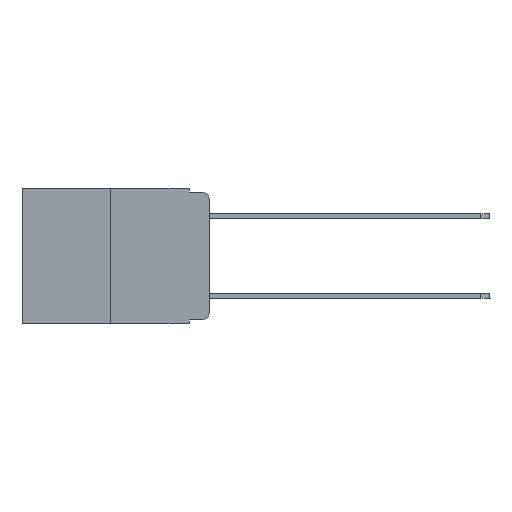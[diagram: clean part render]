
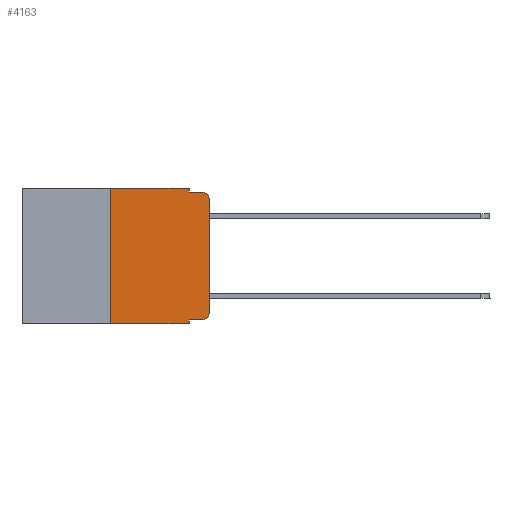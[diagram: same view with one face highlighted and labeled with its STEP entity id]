
A CAD part, left-side view. The second image highlights one B-rep face of the part: STEP entity #4163.
In plain terms, the highlighted planar face has unit normal (-1, 0, 0).
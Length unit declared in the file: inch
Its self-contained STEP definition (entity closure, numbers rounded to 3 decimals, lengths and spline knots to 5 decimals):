
#3 = ORIENTED_EDGE ( 'NONE', *, *, #15203, .T. ) ;
#212 = CARTESIAN_POINT ( 'NONE',  ( 0., 0.25, 0. ) ) ;
#429 = VECTOR ( 'NONE', #7211, 39.37008 ) ;
#639 = CARTESIAN_POINT ( 'NONE',  ( 0., 0.25, 0. ) ) ;
#856 = CARTESIAN_POINT ( 'NONE',  ( 0., 0.02, -0.333 ) ) ;
#1029 = CARTESIAN_POINT ( 'NONE',  ( 0., 0.051, 0. ) ) ;
#1222 = VECTOR ( 'NONE', #18617, 39.37008 ) ;
#1481 = ORIENTED_EDGE ( 'NONE', *, *, #1965, .T. ) ;
#1965 = EDGE_CURVE ( 'NONE', #15515, #13166, #12581, .T. ) ;
#2431 = CARTESIAN_POINT ( 'NONE',  ( 0., 0., -0.313 ) ) ;
#2458 = LINE ( 'NONE', #8906, #6990 ) ;
#2839 = ORIENTED_EDGE ( 'NONE', *, *, #13234, .F. ) ;
#2977 = DIRECTION ( 'NONE',  ( 1., 0., 0. ) ) ;
#3682 = DIRECTION ( 'NONE',  ( 0., 0., 1. ) ) ;
#3739 = EDGE_CURVE ( 'NONE', #9708, #10570, #10479, .T. ) ;
#4163 = ADVANCED_FACE ( 'NONE', ( #8034 ), #13098, .F. ) ;
#4410 = ORIENTED_EDGE ( 'NONE', *, *, #11299, .F. ) ;
#4678 = CARTESIAN_POINT ( 'NONE',  ( 0., 0.051, -0.01 ) ) ;
#4805 = VERTEX_POINT ( 'NONE', #4678 ) ;
#4945 = CARTESIAN_POINT ( 'NONE',  ( 0., 0.051, -0.333 ) ) ;
#5214 = ORIENTED_EDGE ( 'NONE', *, *, #3739, .T. ) ;
#5383 = DIRECTION ( 'NONE',  ( 0., 0., -1. ) ) ;
#5444 = EDGE_CURVE ( 'NONE', #6976, #17238, #6642, .T. ) ;
#5636 = EDGE_CURVE ( 'NONE', #12008, #15515, #18079, .T. ) ;
#5781 = CARTESIAN_POINT ( 'NONE',  ( 0., 0.051, -0.333 ) ) ;
#6345 = LINE ( 'NONE', #6452, #9017 ) ;
#6452 = CARTESIAN_POINT ( 'NONE',  ( 0., 0.051, -0.01 ) ) ;
#6642 = LINE ( 'NONE', #4945, #8940 ) ;
#6702 = CARTESIAN_POINT ( 'NONE',  ( 0., 0.051, -0.343 ) ) ;
#6976 = VERTEX_POINT ( 'NONE', #5781 ) ;
#6990 = VECTOR ( 'NONE', #20212, 39.37008 ) ;
#7211 = DIRECTION ( 'NONE',  ( 0., -1., 0. ) ) ;
#7946 = DIRECTION ( 'NONE',  ( 0., 0., -1. ) ) ;
#8034 = FACE_OUTER_BOUND ( 'NONE', #12946, .T. ) ;
#8055 = CARTESIAN_POINT ( 'NONE',  ( 0., 0.25, -0.343 ) ) ;
#8259 = CARTESIAN_POINT ( 'NONE',  ( 0., 0.02, -0.03 ) ) ;
#8267 = CARTESIAN_POINT ( 'NONE',  ( 0., 0., -0.03 ) ) ;
#8499 = DIRECTION ( 'NONE',  ( 0., 0., -1. ) ) ;
#8906 = CARTESIAN_POINT ( 'NONE',  ( 0., 0.051, 0. ) ) ;
#8940 = VECTOR ( 'NONE', #14490, 39.37008 ) ;
#9017 = VECTOR ( 'NONE', #16182, 39.37008 ) ;
#9708 = VERTEX_POINT ( 'NONE', #8055 ) ;
#10034 = CARTESIAN_POINT ( 'NONE',  ( 0., 0., 0. ) ) ;
#10099 = DIRECTION ( 'NONE',  ( 0., 0., -1. ) ) ;
#10309 = ORIENTED_EDGE ( 'NONE', *, *, #16871, .F. ) ;
#10479 = LINE ( 'NONE', #16939, #429 ) ;
#10570 = VERTEX_POINT ( 'NONE', #6702 ) ;
#11039 = VECTOR ( 'NONE', #7946, 39.37008 ) ;
#11262 = DIRECTION ( 'NONE',  ( 0., -1., 0. ) ) ;
#11299 = EDGE_CURVE ( 'NONE', #19463, #4805, #2458, .T. ) ;
#11504 = CARTESIAN_POINT ( 'NONE',  ( 0., 0.473, 0. ) ) ;
#11629 = DIRECTION ( 'NONE',  ( -1., 0., 0. ) ) ;
#12008 = VERTEX_POINT ( 'NONE', #2431 ) ;
#12323 = VECTOR ( 'NONE', #3682, 39.37008 ) ;
#12581 = CIRCLE ( 'NONE', #16308, 0.02 ) ;
#12894 = LINE ( 'NONE', #1029, #11039 ) ;
#12946 = EDGE_LOOP ( 'NONE', ( #18431, #1481, #10309, #4410, #13089, #2839, #5214, #20049, #14230, #3 ) ) ;
#12950 = DIRECTION ( 'NONE',  ( -1., 0., 0. ) ) ;
#13089 = ORIENTED_EDGE ( 'NONE', *, *, #13863, .F. ) ;
#13098 = PLANE ( 'NONE',  #13953 ) ;
#13166 = VERTEX_POINT ( 'NONE', #16489 ) ;
#13234 = EDGE_CURVE ( 'NONE', #9708, #18145, #13837, .T. ) ;
#13837 = LINE ( 'NONE', #639, #1222 ) ;
#13863 = EDGE_CURVE ( 'NONE', #18145, #19463, #17623, .T. ) ;
#13953 = AXIS2_PLACEMENT_3D ( 'NONE', #11504, #2977, #8499 ) ;
#14230 = ORIENTED_EDGE ( 'NONE', *, *, #5444, .T. ) ;
#14251 = VECTOR ( 'NONE', #11262, 39.37008 ) ;
#14490 = DIRECTION ( 'NONE',  ( 0., -1., 0. ) ) ;
#15203 = EDGE_CURVE ( 'NONE', #17238, #12008, #20103, .T. ) ;
#15515 = VERTEX_POINT ( 'NONE', #8267 ) ;
#15698 = AXIS2_PLACEMENT_3D ( 'NONE', #16133, #12950, #10099 ) ;
#16133 = CARTESIAN_POINT ( 'NONE',  ( 0., 0.02, -0.313 ) ) ;
#16182 = DIRECTION ( 'NONE',  ( 0., -1., 0. ) ) ;
#16308 = AXIS2_PLACEMENT_3D ( 'NONE', #8259, #11629, #5383 ) ;
#16489 = CARTESIAN_POINT ( 'NONE',  ( 0., 0.02, -0.01 ) ) ;
#16871 = EDGE_CURVE ( 'NONE', #4805, #13166, #6345, .T. ) ;
#16913 = EDGE_CURVE ( 'NONE', #6976, #10570, #12894, .T. ) ;
#16939 = CARTESIAN_POINT ( 'NONE',  ( 0., 0.473, -0.343 ) ) ;
#17238 = VERTEX_POINT ( 'NONE', #856 ) ;
#17308 = CARTESIAN_POINT ( 'NONE',  ( 0., 0.051, 0. ) ) ;
#17623 = LINE ( 'NONE', #19525, #14251 ) ;
#18079 = LINE ( 'NONE', #10034, #12323 ) ;
#18145 = VERTEX_POINT ( 'NONE', #212 ) ;
#18431 = ORIENTED_EDGE ( 'NONE', *, *, #5636, .T. ) ;
#18617 = DIRECTION ( 'NONE',  ( 0., 0., 1. ) ) ;
#19463 = VERTEX_POINT ( 'NONE', #17308 ) ;
#19525 = CARTESIAN_POINT ( 'NONE',  ( 0., 0.473, 0. ) ) ;
#20049 = ORIENTED_EDGE ( 'NONE', *, *, #16913, .F. ) ;
#20103 = CIRCLE ( 'NONE', #15698, 0.02 ) ;
#20212 = DIRECTION ( 'NONE',  ( 0., 0., -1. ) ) ;
